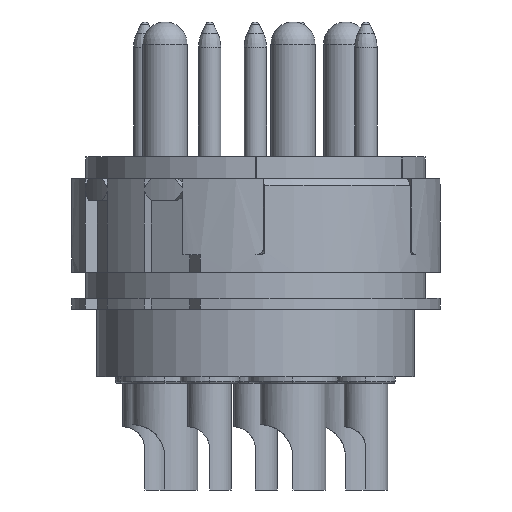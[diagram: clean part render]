
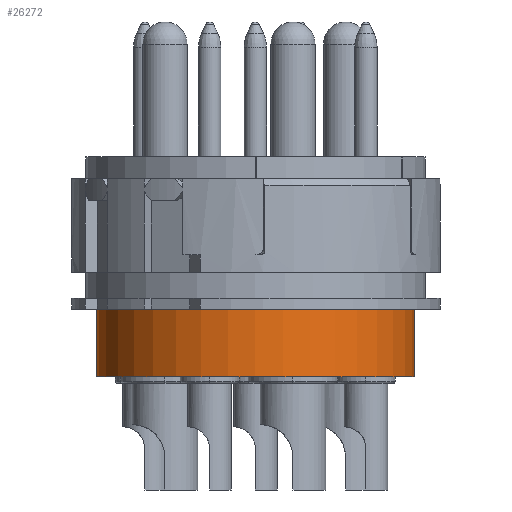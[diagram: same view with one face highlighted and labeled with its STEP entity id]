
A CAD part, left-side view. The second image highlights one B-rep face of the part: STEP entity #26272.
In plain terms, the highlighted cylindrical face has radius 7.3 mm (diameter 14.6 mm), a partial arc.
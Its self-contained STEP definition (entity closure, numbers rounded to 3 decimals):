
#6510=DIRECTION('',(0.,0.,-1.));
#6511=VECTOR('',#6510,3.1);
#6512=CARTESIAN_POINT('',(0.,-7.3,-2.5));
#6513=LINE('',#6512,#6511);
#6514=DIRECTION('',(0.,0.,-1.));
#6515=VECTOR('',#6514,3.1);
#6516=CARTESIAN_POINT('',(0.,7.3,-2.5));
#6517=LINE('',#6516,#6515);
#6518=CARTESIAN_POINT('',(0.,0.,-2.5));
#6519=DIRECTION('',(0.,0.,-1.));
#6520=DIRECTION('',(0.,-1.,0.));
#6521=AXIS2_PLACEMENT_3D('',#6518,#6519,#6520);
#6523=CARTESIAN_POINT('',(0.,0.,-5.6));
#6524=DIRECTION('',(0.,0.,-1.));
#6525=DIRECTION('',(0.,-1.,0.));
#6526=AXIS2_PLACEMENT_3D('',#6523,#6524,#6525);
#12900=CARTESIAN_POINT('',(0.,-7.3,-2.5));
#12901=CARTESIAN_POINT('',(0.,-7.3,-5.6));
#12902=VERTEX_POINT('',#12900);
#12903=VERTEX_POINT('',#12901);
#12904=CARTESIAN_POINT('',(0.,7.3,-2.5));
#12905=CARTESIAN_POINT('',(0.,7.3,-5.6));
#12906=VERTEX_POINT('',#12904);
#12907=VERTEX_POINT('',#12905);
#26260=CARTESIAN_POINT('',(0.,0.,-6.105));
#26261=DIRECTION('',(0.,0.,1.));
#26262=DIRECTION('',(0.,1.,0.));
#26263=AXIS2_PLACEMENT_3D('',#26260,#26261,#26262);
#26264=CYLINDRICAL_SURFACE('',#26263,7.3);
#26265=ORIENTED_EDGE('',*,*,#26250,.T.);
#26267=ORIENTED_EDGE('',*,*,#26266,.T.);
#26268=ORIENTED_EDGE('',*,*,#26253,.F.);
#26269=ORIENTED_EDGE('',*,*,#26039,.F.);
#26270=EDGE_LOOP('',(#26265,#26267,#26268,#26269));
#26271=FACE_OUTER_BOUND('',#26270,.F.);
#6522=CIRCLE('',#6521,7.3);
#6527=CIRCLE('',#6526,7.3);
#26039=EDGE_CURVE('',#12902,#12906,#6522,.T.);
#26250=EDGE_CURVE('',#12902,#12903,#6513,.T.);
#26253=EDGE_CURVE('',#12906,#12907,#6517,.T.);
#26266=EDGE_CURVE('',#12903,#12907,#6527,.T.);
#26272=ADVANCED_FACE('',(#26271),#26264,.T.);
